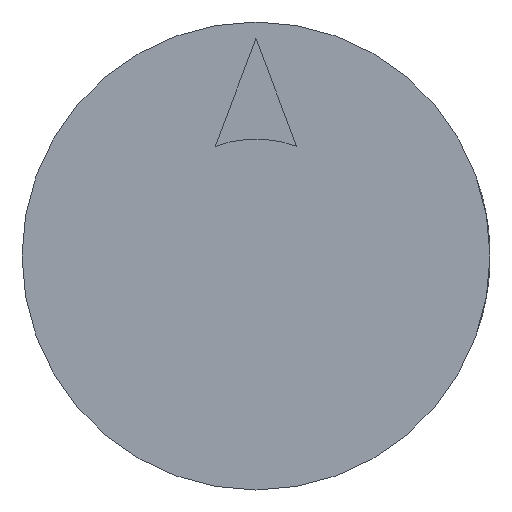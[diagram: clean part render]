
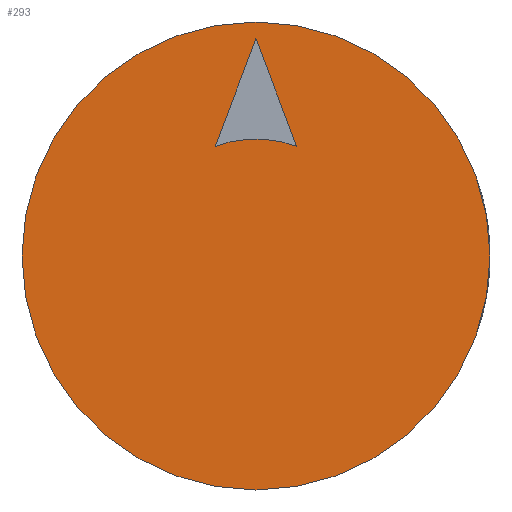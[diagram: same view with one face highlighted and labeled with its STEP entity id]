
A CAD part, front view. The second image highlights one B-rep face of the part: STEP entity #293.
In plain terms, the highlighted planar face has unit normal (0, -1, 0).
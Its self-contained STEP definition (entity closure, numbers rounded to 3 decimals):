
#22=FACE_BOUND('',#63,.T.);
#44=FACE_OUTER_BOUND('',#62,.T.);
#62=EDGE_LOOP('',(#241));
#63=EDGE_LOOP('',(#242,#243,#244));
#79=LINE('',#511,#96);
#82=LINE('',#516,#99);
#96=VECTOR('',#419,10.);
#99=VECTOR('',#424,10.);
#121=CIRCLE('',#338,3.5);
#123=CIRCLE('',#344,7.);
#143=VERTEX_POINT('',#501);
#144=VERTEX_POINT('',#502);
#147=VERTEX_POINT('',#510);
#149=VERTEX_POINT('',#520);
#175=EDGE_CURVE('',#143,#144,#121,.T.);
#179=EDGE_CURVE('',#147,#143,#79,.T.);
#182=EDGE_CURVE('',#144,#147,#82,.T.);
#184=EDGE_CURVE('',#149,#149,#123,.T.);
#241=ORIENTED_EDGE('',*,*,#184,.T.);
#242=ORIENTED_EDGE('',*,*,#175,.T.);
#243=ORIENTED_EDGE('',*,*,#182,.T.);
#244=ORIENTED_EDGE('',*,*,#179,.T.);
#279=PLANE('',#343);
#293=ADVANCED_FACE('',(#44,#22),#279,.T.);
#338=AXIS2_PLACEMENT_3D('',#503,#411,#412);
#343=AXIS2_PLACEMENT_3D('',#519,#428,#429);
#344=AXIS2_PLACEMENT_3D('',#521,#430,#431);
#411=DIRECTION('center_axis',(0.,-1.,0.));
#412=DIRECTION('ref_axis',(1.,0.,0.));
#419=DIRECTION('',(0.354,0.,-0.935));
#424=DIRECTION('',(0.354,0.,0.935));
#428=DIRECTION('center_axis',(0.,-1.,0.));
#429=DIRECTION('ref_axis',(1.,0.,0.));
#430=DIRECTION('center_axis',(0.,-1.,0.));
#431=DIRECTION('ref_axis',(1.,0.,0.));
#501=CARTESIAN_POINT('',(-3.784,-7.35,124.282));
#502=CARTESIAN_POINT('',(-6.22,-7.35,124.281));
#503=CARTESIAN_POINT('Origin',(-5.,-7.35,121.));
#510=CARTESIAN_POINT('',(-5.,-7.35,127.5));
#511=CARTESIAN_POINT('',(-3.925,-7.35,124.656));
#516=CARTESIAN_POINT('',(-6.687,-7.35,123.048));
#519=CARTESIAN_POINT('Origin',(-5.,-7.35,121.));
#520=CARTESIAN_POINT('',(-12.,-7.35,121.));
#521=CARTESIAN_POINT('Origin',(-5.,-7.35,121.));
